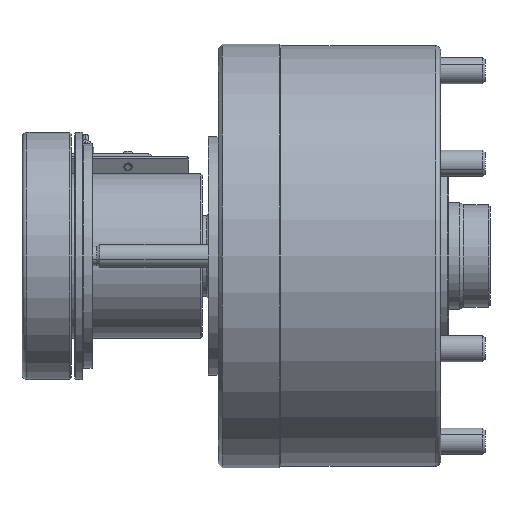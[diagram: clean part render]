
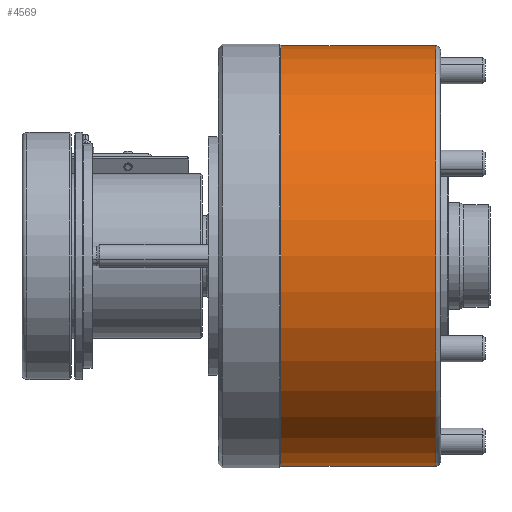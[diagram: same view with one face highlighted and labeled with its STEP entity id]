
A CAD part, front view. The second image highlights one B-rep face of the part: STEP entity #4569.
In plain terms, the highlighted cylindrical face has radius 127.5 mm (diameter 255 mm), a partial arc.
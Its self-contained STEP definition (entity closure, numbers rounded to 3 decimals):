
#455 = DIRECTION ( 'NONE',  ( -1., 0., 0. ) ) ;
#788 = ORIENTED_EDGE ( 'NONE', *, *, #12177, .T. ) ;
#872 = DIRECTION ( 'NONE',  ( 0., 0., 1. ) ) ;
#939 = CARTESIAN_POINT ( 'NONE',  ( 104., 0., -127.5 ) ) ;
#1150 = LINE ( 'NONE', #6935, #6567 ) ;
#2599 = DIRECTION ( 'NONE',  ( -1., 0., 0. ) ) ;
#2750 = ORIENTED_EDGE ( 'NONE', *, *, #7550, .F. ) ;
#3312 = CARTESIAN_POINT ( 'NONE',  ( 10., 0., -127.5 ) ) ;
#3321 = EDGE_CURVE ( 'NONE', #11739, #5728, #11129, .T. ) ;
#3390 = EDGE_CURVE ( 'NONE', #9439, #5728, #10120, .T. ) ;
#3864 = FACE_OUTER_BOUND ( 'NONE', #13697, .T. ) ;
#4569 = ADVANCED_FACE ( 'NONE', ( #3864 ), #9294, .T. ) ;
#4841 = VERTEX_POINT ( 'NONE', #939 ) ;
#5208 = AXIS2_PLACEMENT_3D ( 'NONE', #5956, #13539, #7039 ) ;
#5728 = VERTEX_POINT ( 'NONE', #11806 ) ;
#5956 = CARTESIAN_POINT ( 'NONE',  ( 10., 0., 0. ) ) ;
#6567 = VECTOR ( 'NONE', #455, 1000. ) ;
#6935 = CARTESIAN_POINT ( 'NONE',  ( 0., 0., -127.5 ) ) ;
#7039 = DIRECTION ( 'NONE',  ( 0., 0., 1. ) ) ;
#7327 = DIRECTION ( 'NONE',  ( -1., 0., 0. ) ) ;
#7550 = EDGE_CURVE ( 'NONE', #4841, #9439, #1150, .T. ) ;
#9090 = CARTESIAN_POINT ( 'NONE',  ( 0., 0., 127.5 ) ) ;
#9294 = CYLINDRICAL_SURFACE ( 'NONE', #12400, 127.5 ) ;
#9439 = VERTEX_POINT ( 'NONE', #3312 ) ;
#9690 = CIRCLE ( 'NONE', #10121, 127.5 ) ;
#10120 = CIRCLE ( 'NONE', #5208, 127.5 ) ;
#10121 = AXIS2_PLACEMENT_3D ( 'NONE', #13847, #7327, #872 ) ;
#10265 = DIRECTION ( 'NONE',  ( -1., 0., 0. ) ) ;
#10799 = VECTOR ( 'NONE', #2599, 1000. ) ;
#11129 = LINE ( 'NONE', #9090, #10799 ) ;
#11334 = CARTESIAN_POINT ( 'NONE',  ( 0., 0., 0. ) ) ;
#11651 = ORIENTED_EDGE ( 'NONE', *, *, #3321, .T. ) ;
#11739 = VERTEX_POINT ( 'NONE', #13470 ) ;
#11806 = CARTESIAN_POINT ( 'NONE',  ( 10., 0., 127.5 ) ) ;
#12177 = EDGE_CURVE ( 'NONE', #4841, #11739, #9690, .T. ) ;
#12215 = ORIENTED_EDGE ( 'NONE', *, *, #3390, .F. ) ;
#12400 = AXIS2_PLACEMENT_3D ( 'NONE', #11334, #10265, #13530 ) ;
#13470 = CARTESIAN_POINT ( 'NONE',  ( 104., 0., 127.5 ) ) ;
#13530 = DIRECTION ( 'NONE',  ( 0., 0., 1. ) ) ;
#13539 = DIRECTION ( 'NONE',  ( -1., 0., 0. ) ) ;
#13697 = EDGE_LOOP ( 'NONE', ( #2750, #788, #11651, #12215 ) ) ;
#13847 = CARTESIAN_POINT ( 'NONE',  ( 104., 0., 0. ) ) ;
